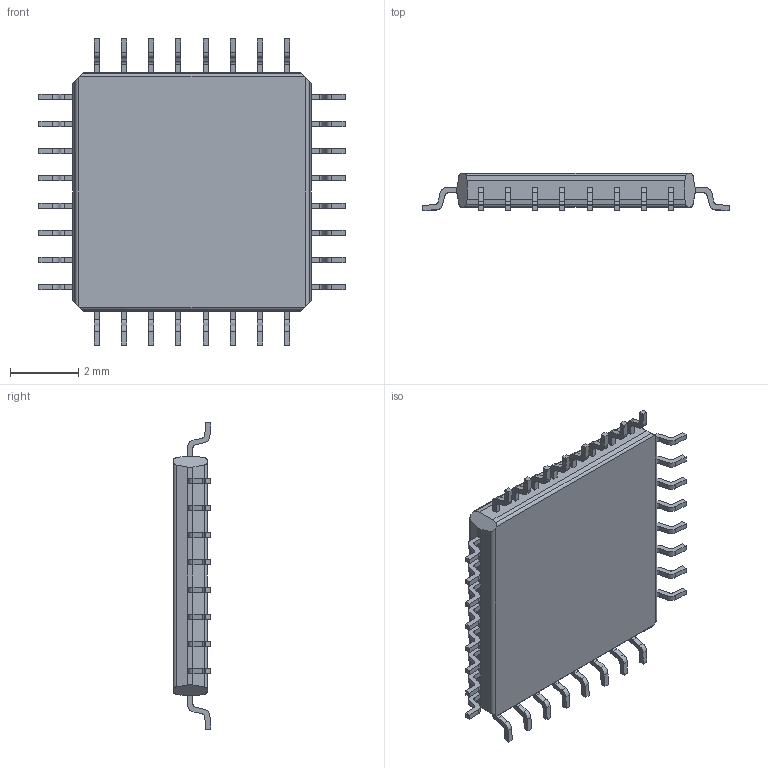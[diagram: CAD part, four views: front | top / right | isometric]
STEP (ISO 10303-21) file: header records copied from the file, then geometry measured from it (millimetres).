
FILE_DESCRIPTION(('STEP AP242'),'1');
FILE_NAME('atmega328p-au.stp','2020-12-03T02:03:36',('TraceParts'),('TraceParts S.A.'),'Spatial InterOp 3D',' ',' ');
FILE_SCHEMA(('AP242_MANAGED_MODEL_BASED_3D_ENGINEERING_MIM_LF {1 0 10303 442 1 1 4}'));
Length unit declared in the file: millimetre
Products named in the file (1): atmega328p-au
Bounding box: 9 x 1.1 x 9 mm (x, y, z)
Volume: 49.2 mm3; surface area: 146.6 mm2
Topology: 1 solids, 1 shells, 461 faces, 1262 edges, 820 vertices
Faces by surface type: plane 323, cylinder 138
Entity records: 18184 total; most frequent: CARTESIAN_POINT 2544, ORIENTED_EDGE 2524, DIRECTION 2462, EDGE_CURVE 1262, LINE 986, VECTOR 986, VERTEX_POINT 820, AXIS2_PLACEMENT_3D 738
